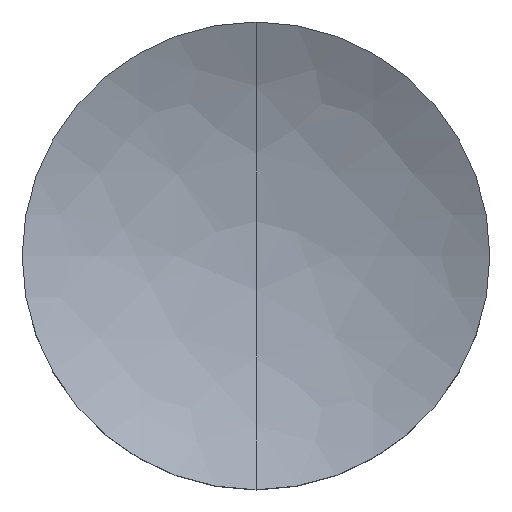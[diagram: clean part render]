
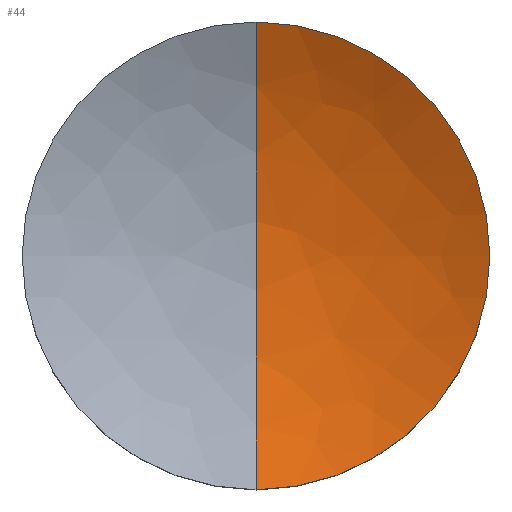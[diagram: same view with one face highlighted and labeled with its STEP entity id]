
A CAD part, top view. The second image highlights one B-rep face of the part: STEP entity #44.
In plain terms, the highlighted free-form (B-spline) face has degree [3, 3] with [4, 4] control points.
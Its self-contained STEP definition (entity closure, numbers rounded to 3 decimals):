
#1 = CARTESIAN_POINT ( 'NONE',  ( 3.988, -12.842, 5.994 ) ) ;
#2 = CARTESIAN_POINT ( 'NONE',  ( 0., -12.7, 5.924 ) ) ;
#7 = CIRCLE ( 'NONE', #53, 12.7 ) ;
#9 = DIRECTION ( 'NONE',  ( 0., 0., -1. ) ) ;
#12 = DIRECTION ( 'NONE',  ( 0., 1., 0. ) ) ;
#19 = ORIENTED_EDGE ( 'NONE', *, *, #221, .T. ) ;
#24 = ORIENTED_EDGE ( 'NONE', *, *, #63, .F. ) ;
#32 = DIRECTION ( 'NONE',  ( 1., 0., 0. ) ) ;
#36 = DIRECTION ( 'NONE',  ( 0., 0., -1. ) ) ;
#39 = EDGE_LOOP ( 'NONE', ( #24, #19, #160 ) ) ;
#44 = ADVANCED_FACE ( 'NONE', ( #261 ), #270, .F. ) ;
#48 = CARTESIAN_POINT ( 'NONE',  ( 11.454, 12.842, 8.647 ) ) ;
#53 = AXIS2_PLACEMENT_3D ( 'NONE', #113, #36, #32 ) ;
#63 = EDGE_CURVE ( 'NONE', #192, #103, #220, .T. ) ;
#71 = CARTESIAN_POINT ( 'NONE',  ( 9.102, 4.596, 2.969 ) ) ;
#76 = CARTESIAN_POINT ( 'NONE',  ( 13.242, -4.596, 4.997 ) ) ;
#78 = VERTEX_POINT ( 'NONE', #2 ) ;
#85 = DIRECTION ( 'NONE',  ( -1., 0., 0. ) ) ;
#95 = CARTESIAN_POINT ( 'NONE',  ( 0., 4.596, 1.928 ) ) ;
#103 = VERTEX_POINT ( 'NONE', #275 ) ;
#106 = CARTESIAN_POINT ( 'NONE',  ( 0., 12.7, 5.924 ) ) ;
#108 = EDGE_CURVE ( 'NONE', #103, #78, #7, .T. ) ;
#110 = CARTESIAN_POINT ( 'NONE',  ( 0., 12.842, 5.994 ) ) ;
#112 = CARTESIAN_POINT ( 'NONE',  ( 3.988, 12.842, 5.994 ) ) ;
#113 = CARTESIAN_POINT ( 'NONE',  ( 0., 0., 5.924 ) ) ;
#131 = CARTESIAN_POINT ( 'NONE',  ( 11.454, -12.842, 8.647 ) ) ;
#155 = AXIS2_PLACEMENT_3D ( 'NONE', #163, #85, #12 ) ;
#156 = CARTESIAN_POINT ( 'NONE',  ( 0., -4.596, 1.928 ) ) ;
#159 = CARTESIAN_POINT ( 'NONE',  ( 0., 0., 5.924 ) ) ;
#160 = ORIENTED_EDGE ( 'NONE', *, *, #108, .F. ) ;
#163 = CARTESIAN_POINT ( 'NONE',  ( 0., 0., 32.04 ) ) ;
#192 = VERTEX_POINT ( 'NONE', #106 ) ;
#197 = CARTESIAN_POINT ( 'NONE',  ( 13.242, 4.596, 4.997 ) ) ;
#200 = CIRCLE ( 'NONE', #155, 29.04 ) ;
#216 = CARTESIAN_POINT ( 'NONE',  ( 4.61, 4.596, 1.928 ) ) ;
#218 = CARTESIAN_POINT ( 'NONE',  ( 7.873, -12.842, 6.894 ) ) ;
#220 = CIRCLE ( 'NONE', #268, 12.7 ) ;
#221 = EDGE_CURVE ( 'NONE', #192, #78, #200, .T. ) ;
#245 = CARTESIAN_POINT ( 'NONE',  ( 4.61, -4.596, 1.928 ) ) ;
#248 = CARTESIAN_POINT ( 'NONE',  ( 7.873, 12.842, 6.894 ) ) ;
#249 = CARTESIAN_POINT ( 'NONE',  ( 0., -12.842, 5.994 ) ) ;
#253 = DIRECTION ( 'NONE',  ( 1., 0., 0. ) ) ;
#261 = FACE_OUTER_BOUND ( 'NONE', #39, .T. ) ;
#268 = AXIS2_PLACEMENT_3D ( 'NONE', #159, #9, #253 ) ;
#270 =( BOUNDED_SURFACE ( )  B_SPLINE_SURFACE ( 3, 3, ( 
 ( #48, #248, #112, #110 ),
 ( #197, #71, #216, #95 ),
 ( #76, #273, #245, #156 ),
 ( #131, #218, #1, #249 ) ),
 .UNSPECIFIED., .F., .F., .F. ) 
 B_SPLINE_SURFACE_WITH_KNOTS ( ( 4, 4 ),
 ( 4, 4 ),
 ( 0., 1. ),
 ( 0., 1. ),
 .UNSPECIFIED. ) 
 GEOMETRIC_REPRESENTATION_ITEM ( )  RATIONAL_B_SPLINE_SURFACE ( (
 ( 1., 0.983, 0.983, 1.),
 ( 0.931, 0.915, 0.915, 0.931),
 ( 0.931, 0.915, 0.915, 0.931),
 ( 1., 0.983, 0.983, 1.) ) ) 
 REPRESENTATION_ITEM ( '' )  SURFACE ( )  );
#273 = CARTESIAN_POINT ( 'NONE',  ( 9.102, -4.596, 2.969 ) ) ;
#275 = CARTESIAN_POINT ( 'NONE',  ( 12.7, 0., 5.924 ) ) ;
